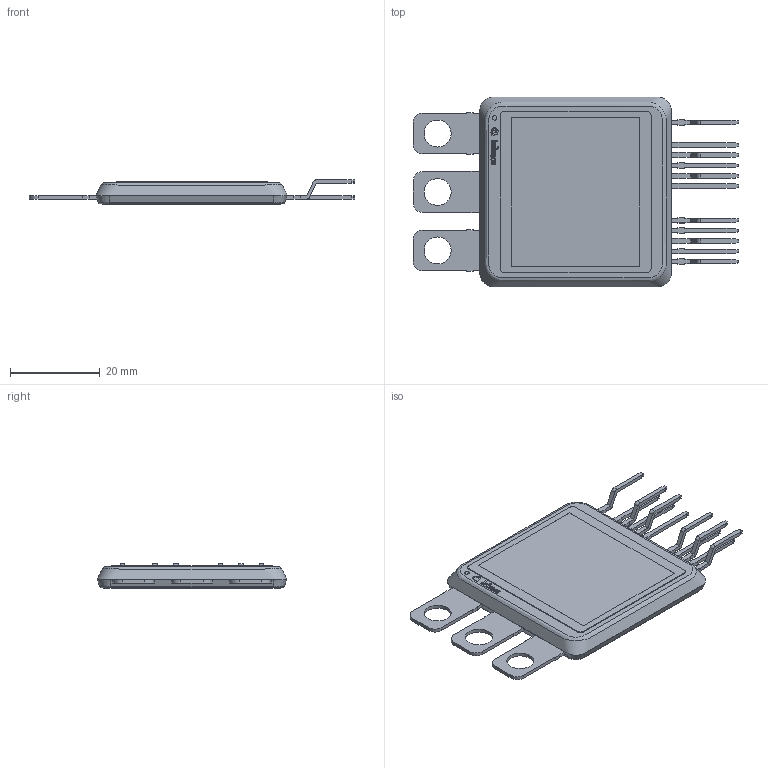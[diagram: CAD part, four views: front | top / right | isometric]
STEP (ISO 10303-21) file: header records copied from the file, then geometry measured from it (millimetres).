
FILE_DESCRIPTION(/* description */ (''),/* implementation_level */ '2;1');
FILE_NAME(/* name */ 'PG-MDIP-14-5_Z8B00172542_V09_3D.stp',/* time_stamp */ '2023-06-12T18:40:40+05:00',/* author */ ('Subramani'),/* organization */ (''),/* preprocessor_version */ 'ST-DEVELOPER v16.13',/* originating_system */ 'AutoCAD Mechanical',/* authorisation */ '');
FILE_SCHEMA (('AUTOMOTIVE_DESIGN { 1 0 10303 214 3 1 1 }'));
Length unit declared in the file: millimetre
Products named in the file (1): Product
Bounding box: 72.4 x 42.2 x 5.4 mm (x, y, z)
Volume: 8783.3 mm3; surface area: 14670.6 mm2
Topology: 33 solids, 33 shells, 617 faces, 1655 edges, 1105 vertices
Faces by surface type: plane 394, cylinder 213, torus 4, cone 4, bspline 2
Full cylindrical faces by diameter (mm): 0.247 x1, 0.509 x1, 1 x2, 1.6 x6, 6 x3
Entity records: 23417 total; most frequent: CARTESIAN_POINT 7533, DIRECTION 3300, ORIENTED_EDGE 3272, EDGE_CURVE 1636, LINE 1190, VECTOR 1190, VERTEX_POINT 1099, AXIS2_PLACEMENT_3D 1055
